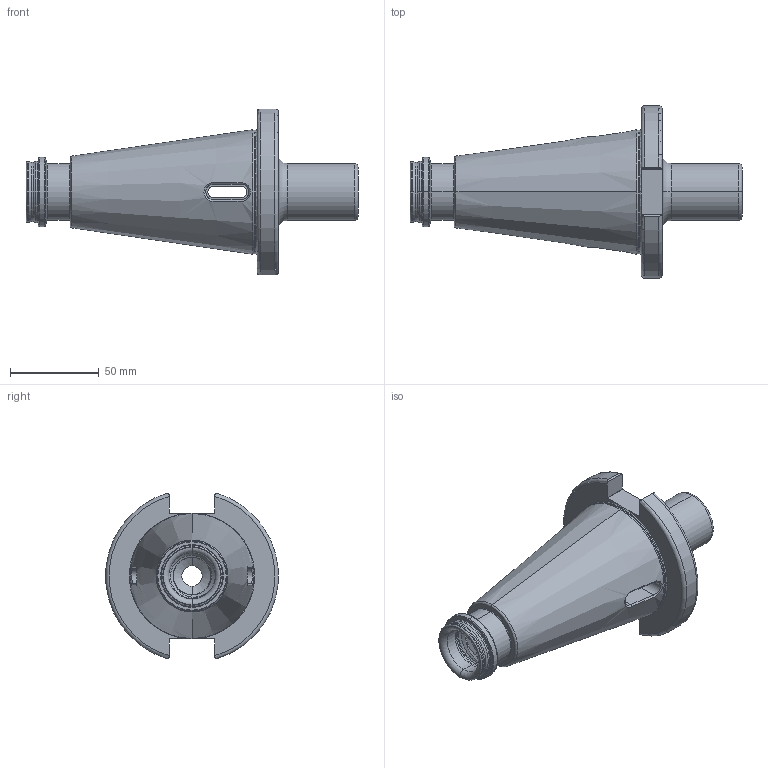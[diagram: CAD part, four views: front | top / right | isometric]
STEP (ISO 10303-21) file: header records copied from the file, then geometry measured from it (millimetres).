
FILE_DESCRIPTION (( 'STEP AP203' ), '1' );
FILE_NAME ('501.07.02.STEP', '2016-10-25T02:48:36', ( '' ), ( '' ), 'SwSTEP 2.0', 'SolidWorks 2012', '' );
FILE_SCHEMA (( 'CONFIG_CONTROL_DESIGN' ));
Length unit declared in the file: millimetre
Products named in the file (1): 501.07.02
Bounding box: 186.8 x 96.94 x 93.38 mm (x, y, z)
Volume: 335470.2 mm3; surface area: 55567.3 mm2
Topology: 1 solids, 1 shells, 156 faces, 384 edges, 233 vertices
Faces by surface type: cylinder 58, torus 39, plane 30, cone 19, bspline 10
Entity records: 8648 total; most frequent: CARTESIAN_POINT 5051, ORIENTED_EDGE 768, DIRECTION 724, EDGE_CURVE 384, AXIS2_PLACEMENT_3D 296, VERTEX_POINT 233, EDGE_LOOP 165, FACE_OUTER_BOUND 156
